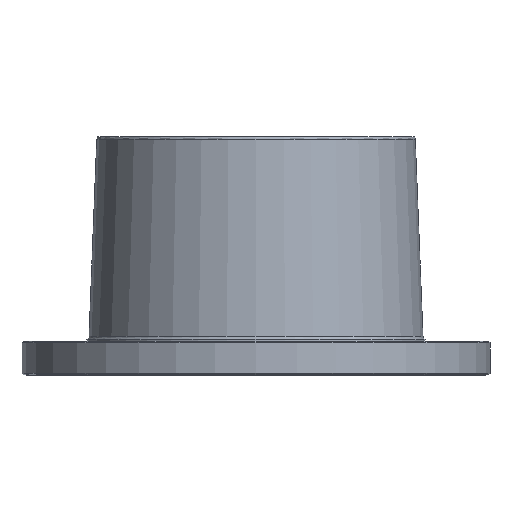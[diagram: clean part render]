
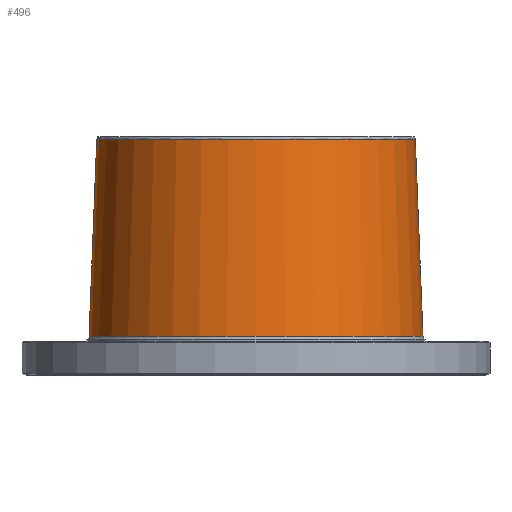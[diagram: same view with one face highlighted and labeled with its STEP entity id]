
A CAD part, top view. The second image highlights one B-rep face of the part: STEP entity #496.
In plain terms, the highlighted free-form (B-spline) face has degree [2, 1] with [9, 2] control points.
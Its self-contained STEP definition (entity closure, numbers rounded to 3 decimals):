
#410=CARTESIAN_POINT('',(325.605,170.238,0.0));
#411=VERTEX_POINT('',#410);
#419=CARTESIAN_POINT('',(75.831,170.238,0.0));
#420=VERTEX_POINT('',#419);
#421=CARTESIAN_POINT('',(200.718,170.238,0.0));
#422=DIRECTION('',(0.0,-1.0,0.0));
#423=DIRECTION('',(1.0,0.0,0.0));
#424=AXIS2_PLACEMENT_3D('',#421,#422,#423);
#425=CIRCLE('',#424,124.887);
#426=EDGE_CURVE('',#411,#420,#425,.T.);
#428=CARTESIAN_POINT('',(200.718,170.238,0.0));
#429=DIRECTION('',(0.0,-1.0,0.0));
#430=DIRECTION('',(1.0,0.0,0.0));
#431=AXIS2_PLACEMENT_3D('',#428,#429,#430);
#432=CIRCLE('',#431,124.887);
#433=EDGE_CURVE('',#420,#411,#432,.T.);
#441=CARTESIAN_POINT('',(325.605,170.238,0.0));
#442=CARTESIAN_POINT('',(325.605,170.238,124.887));
#443=CARTESIAN_POINT('',(200.718,170.238,124.887));
#444=CARTESIAN_POINT('',(75.831,170.238,124.887));
#445=CARTESIAN_POINT('',(75.831,170.238,0.0));
#446=CARTESIAN_POINT('',(75.831,170.238,-124.887));
#447=CARTESIAN_POINT('',(200.718,170.238,-124.887));
#448=CARTESIAN_POINT('',(325.605,170.238,-124.887));
#449=CARTESIAN_POINT('',(325.605,170.238,0.0));
#450=CARTESIAN_POINT('',(319.831,317.473,0.0));
#451=CARTESIAN_POINT('',(319.831,317.473,119.113));
#452=CARTESIAN_POINT('',(200.718,317.473,119.113));
#453=CARTESIAN_POINT('',(81.605,317.473,119.113));
#454=CARTESIAN_POINT('',(81.605,317.473,0.0));
#455=CARTESIAN_POINT('',(81.605,317.473,-119.113));
#456=CARTESIAN_POINT('',(200.718,317.473,-119.113));
#457=CARTESIAN_POINT('',(319.831,317.473,-119.113));
#458=CARTESIAN_POINT('',(319.831,317.473,0.0));
#466=(BOUNDED_SURFACE()B_SPLINE_SURFACE(2,1,((#441,#450),(#442,#451),(#443,#452),(#444,#453),(#445,#454),(#446,#455),(#447,#456),(#448,#457),(#449,#458)),.UNSPECIFIED.,.T.,.F.,.U.)B_SPLINE_SURFACE_WITH_KNOTS((3,2,2,2,3),(2,2),(0.0,0.25,0.5,0.75,1.0),(0.0,147.348),.UNSPECIFIED.)GEOMETRIC_REPRESENTATION_ITEM()RATIONAL_B_SPLINE_SURFACE(((1.0,1.0),(0.707,0.707),(1.0,1.0),(0.707,0.707),(1.0,1.0),(0.707,0.707),(1.0,1.0),(0.707,0.707),(1.0,1.0)))REPRESENTATION_ITEM('')SURFACE());
#467=CARTESIAN_POINT('',(319.831,317.473,0.0));
#468=VERTEX_POINT('',#467);
#469=CARTESIAN_POINT('',(325.605,170.238,0.0));
#470=DIRECTION('',(-0.039,0.999,0.0));
#471=VECTOR('',#470,147.348);
#472=LINE('',#469,#471);
#473=EDGE_CURVE('',#411,#468,#472,.T.);
#474=ORIENTED_EDGE('',*,*,#473,.T.);
#475=CARTESIAN_POINT('',(81.605,317.473,0.0));
#476=VERTEX_POINT('',#475);
#477=CARTESIAN_POINT('',(200.718,317.473,0.0));
#478=DIRECTION('',(0.0,-1.0,0.0));
#479=DIRECTION('',(1.0,0.0,0.0));
#480=AXIS2_PLACEMENT_3D('',#477,#478,#479);
#481=CIRCLE('',#480,119.113);
#482=EDGE_CURVE('',#468,#476,#481,.T.);
#483=ORIENTED_EDGE('',*,*,#482,.T.);
#484=CARTESIAN_POINT('',(200.718,317.473,0.0));
#485=DIRECTION('',(0.0,-1.0,0.0));
#486=DIRECTION('',(1.0,0.0,0.0));
#487=AXIS2_PLACEMENT_3D('',#484,#485,#486);
#488=CIRCLE('',#487,119.113);
#489=EDGE_CURVE('',#476,#468,#488,.T.);
#490=ORIENTED_EDGE('',*,*,#489,.T.);
#491=ORIENTED_EDGE('',*,*,#473,.F.);
#492=ORIENTED_EDGE('',*,*,#433,.F.);
#493=ORIENTED_EDGE('',*,*,#426,.F.);
#494=EDGE_LOOP('',(#474,#483,#490,#491,#492,#493));
#495=FACE_OUTER_BOUND('',#494,.T.);
#496=ADVANCED_FACE('',(#495),#466,.F.);
